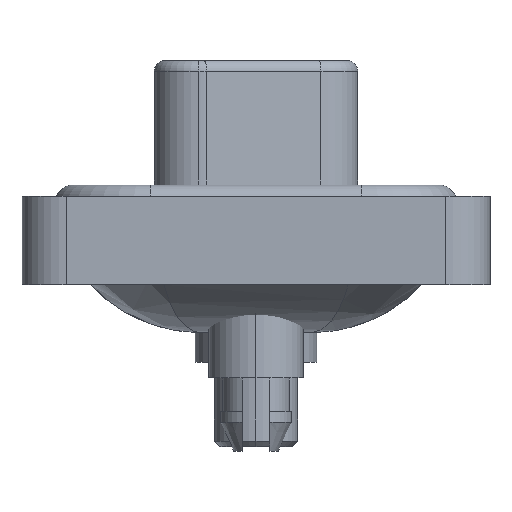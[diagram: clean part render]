
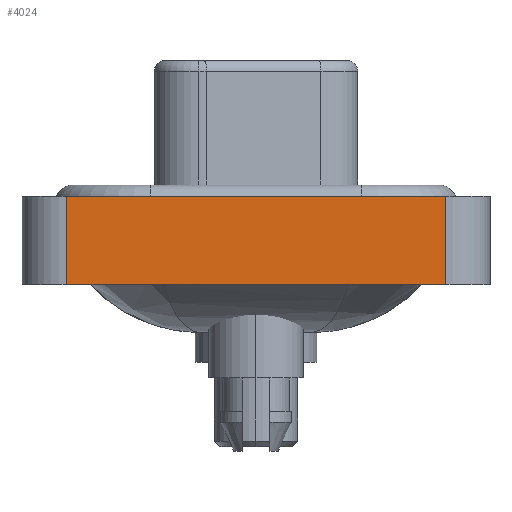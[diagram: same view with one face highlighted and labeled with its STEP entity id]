
A CAD part, left-side view. The second image highlights one B-rep face of the part: STEP entity #4024.
In plain terms, the highlighted planar face has unit normal (-1, 0, 0).
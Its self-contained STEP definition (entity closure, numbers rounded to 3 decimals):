
#1 = EDGE_CURVE ( 'NONE', #8941, #9327, #8735, .T. ) ;
#185 = VERTEX_POINT ( 'NONE', #6877 ) ;
#351 = ORIENTED_EDGE ( 'NONE', *, *, #9133, .F. ) ;
#393 = CARTESIAN_POINT ( 'NONE',  ( -7.25, -8.55, 0.4 ) ) ;
#625 = ORIENTED_EDGE ( 'NONE', *, *, #7937, .T. ) ;
#638 = CARTESIAN_POINT ( 'NONE',  ( -7.25, -8.55, 0.4 ) ) ;
#1318 = ORIENTED_EDGE ( 'NONE', *, *, #1, .T. ) ;
#1409 = CARTESIAN_POINT ( 'NONE',  ( -7.25, -8.55, -3.6 ) ) ;
#1731 = CARTESIAN_POINT ( 'NONE',  ( -7.25, 8.55, 0.4 ) ) ;
#4024 = ADVANCED_FACE ( 'NONE', ( #15395 ), #4117, .T. ) ;
#4054 = VERTEX_POINT ( 'NONE', #1731 ) ;
#4117 = PLANE ( 'NONE',  #12916 ) ;
#4346 = CARTESIAN_POINT ( 'NONE',  ( -7.25, -8.55, -3.6 ) ) ;
#5272 = DIRECTION ( 'NONE',  ( 0., -1., 0. ) ) ;
#6010 = LINE ( 'NONE', #9706, #7841 ) ;
#6037 = VECTOR ( 'NONE', #5272, 1000. ) ;
#6638 = CARTESIAN_POINT ( 'NONE',  ( -7.25, -8.55, -3.6 ) ) ;
#6877 = CARTESIAN_POINT ( 'NONE',  ( -7.25, 8.55, -3.6 ) ) ;
#7506 = DIRECTION ( 'NONE',  ( 0., -1., 0. ) ) ;
#7841 = VECTOR ( 'NONE', #13198, 1000. ) ;
#7937 = EDGE_CURVE ( 'NONE', #185, #8941, #15094, .T. ) ;
#8735 = LINE ( 'NONE', #6638, #13371 ) ;
#8941 = VERTEX_POINT ( 'NONE', #15219 ) ;
#9014 = DIRECTION ( 'NONE',  ( -1., 0., 0. ) ) ;
#9133 = EDGE_CURVE ( 'NONE', #185, #4054, #6010, .T. ) ;
#9222 = DIRECTION ( 'NONE',  ( 0., 0., 1. ) ) ;
#9233 = EDGE_CURVE ( 'NONE', #4054, #9327, #11412, .T. ) ;
#9327 = VERTEX_POINT ( 'NONE', #638 ) ;
#9706 = CARTESIAN_POINT ( 'NONE',  ( -7.25, 8.55, -3.6 ) ) ;
#11412 = LINE ( 'NONE', #393, #6037 ) ;
#11829 = EDGE_LOOP ( 'NONE', ( #1318, #14632, #351, #625 ) ) ;
#12744 = DIRECTION ( 'NONE',  ( 0., 0., 1. ) ) ;
#12916 = AXIS2_PLACEMENT_3D ( 'NONE', #4346, #9014, #12744 ) ;
#13198 = DIRECTION ( 'NONE',  ( 0., 0., 1. ) ) ;
#13371 = VECTOR ( 'NONE', #9222, 1000. ) ;
#14632 = ORIENTED_EDGE ( 'NONE', *, *, #9233, .F. ) ;
#15061 = VECTOR ( 'NONE', #7506, 1000. ) ;
#15094 = LINE ( 'NONE', #1409, #15061 ) ;
#15219 = CARTESIAN_POINT ( 'NONE',  ( -7.25, -8.55, -3.6 ) ) ;
#15395 = FACE_OUTER_BOUND ( 'NONE', #11829, .T. ) ;
